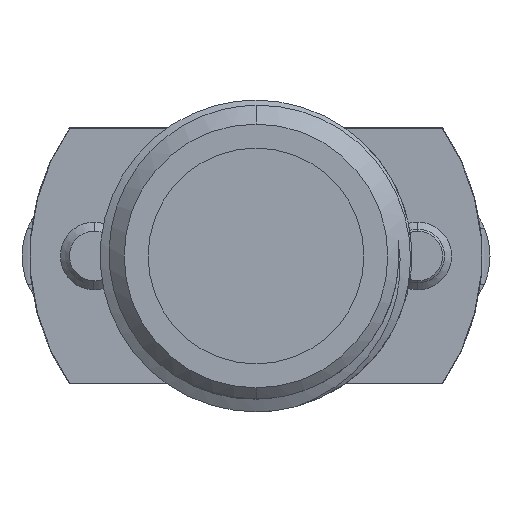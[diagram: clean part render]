
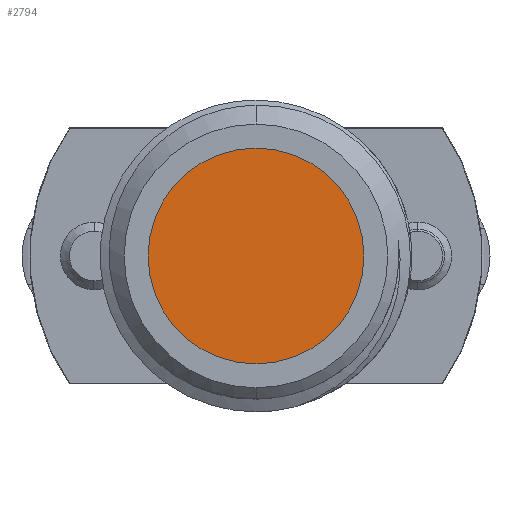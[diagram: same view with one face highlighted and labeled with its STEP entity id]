
A CAD part, left-side view. The second image highlights one B-rep face of the part: STEP entity #2794.
In plain terms, the highlighted planar face has unit normal (-1, 0, 0).
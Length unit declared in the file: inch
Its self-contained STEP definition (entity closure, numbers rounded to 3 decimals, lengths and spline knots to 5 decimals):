
#21 = CARTESIAN_POINT ( 'NONE',  ( 0.12008, 0., 0.09409 ) ) ;
#200 = CARTESIAN_POINT ( 'NONE',  ( 0.12008, 0., -0.09409 ) ) ;
#279 = AXIS2_PLACEMENT_3D ( 'NONE', #1451, #4412, #2565 ) ;
#327 = CARTESIAN_POINT ( 'NONE',  ( 0.12008, 0., 0. ) ) ;
#592 = CIRCLE ( 'NONE', #279, 0.09409 ) ;
#1014 = ORIENTED_EDGE ( 'NONE', *, *, #3593, .T. ) ;
#1433 = DIRECTION ( 'NONE',  ( 1., 0., 0. ) ) ;
#1451 = CARTESIAN_POINT ( 'NONE',  ( 0.12008, 0., 0. ) ) ;
#1512 = DIRECTION ( 'NONE',  ( 0., 0., -1. ) ) ;
#2184 = FACE_OUTER_BOUND ( 'NONE', #3115, .T. ) ;
#2262 = VERTEX_POINT ( 'NONE', #200 ) ;
#2331 = CARTESIAN_POINT ( 'NONE',  ( 0.12008, 0., 0. ) ) ;
#2419 = ORIENTED_EDGE ( 'NONE', *, *, #3010, .T. ) ;
#2565 = DIRECTION ( 'NONE',  ( 0., 0., 1. ) ) ;
#2740 = CIRCLE ( 'NONE', #3767, 0.09409 ) ;
#2794 = ADVANCED_FACE ( 'NONE', ( #2184 ), #3658, .F. ) ;
#3010 = EDGE_CURVE ( 'NONE', #3297, #2262, #592, .T. ) ;
#3115 = EDGE_LOOP ( 'NONE', ( #2419, #1014 ) ) ;
#3297 = VERTEX_POINT ( 'NONE', #21 ) ;
#3593 = EDGE_CURVE ( 'NONE', #2262, #3297, #2740, .T. ) ;
#3658 = PLANE ( 'NONE',  #3781 ) ;
#3731 = DIRECTION ( 'NONE',  ( 0., 0., 1. ) ) ;
#3767 = AXIS2_PLACEMENT_3D ( 'NONE', #2331, #4501, #3731 ) ;
#3781 = AXIS2_PLACEMENT_3D ( 'NONE', #327, #1433, #1512 ) ;
#4412 = DIRECTION ( 'NONE',  ( -1., 0., 0. ) ) ;
#4501 = DIRECTION ( 'NONE',  ( -1., 0., 0. ) ) ;
